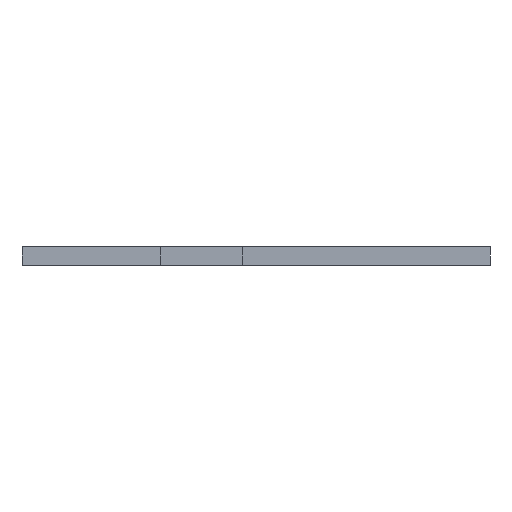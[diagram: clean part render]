
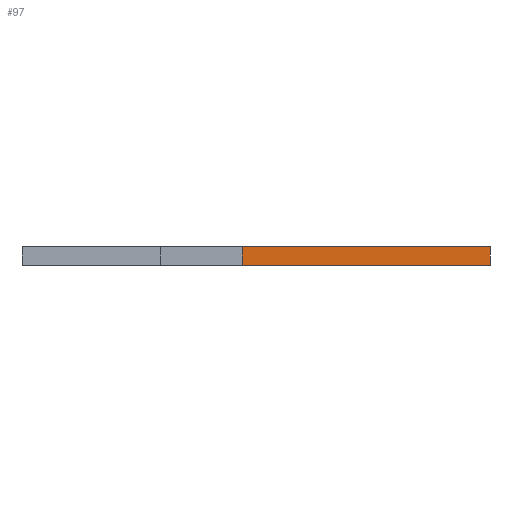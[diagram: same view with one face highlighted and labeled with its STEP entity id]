
A CAD part, front view. The second image highlights one B-rep face of the part: STEP entity #97.
In plain terms, the highlighted planar face has unit normal (0, -1, 0).
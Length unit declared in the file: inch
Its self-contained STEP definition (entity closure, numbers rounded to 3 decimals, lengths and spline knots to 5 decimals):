
#20 = CARTESIAN_POINT ( 'NONE',  ( 1.5, -1.26386, 0.1 ) ) ;
#69 = EDGE_CURVE ( 'NONE', #670, #454, #767, .T. ) ;
#97 = ADVANCED_FACE ( 'NONE', ( #184 ), #197, .F. ) ;
#103 = VERTEX_POINT ( 'NONE', #930 ) ;
#106 = DIRECTION ( 'NONE',  ( 0., 0., 1. ) ) ;
#107 = DIRECTION ( 'NONE',  ( 0., 1., 0. ) ) ;
#127 = CARTESIAN_POINT ( 'NONE',  ( 0.17724, -1.26386, 0.1 ) ) ;
#131 = LINE ( 'NONE', #800, #1031 ) ;
#155 = ORIENTED_EDGE ( 'NONE', *, *, #69, .T. ) ;
#184 = FACE_OUTER_BOUND ( 'NONE', #584, .T. ) ;
#197 = PLANE ( 'NONE',  #243 ) ;
#208 = VERTEX_POINT ( 'NONE', #621 ) ;
#243 = AXIS2_PLACEMENT_3D ( 'NONE', #343, #107, #530 ) ;
#343 = CARTESIAN_POINT ( 'NONE',  ( 0.17724, -1.26386, 0. ) ) ;
#358 = CARTESIAN_POINT ( 'NONE',  ( 1.5, -1.26386, 0. ) ) ;
#443 = CARTESIAN_POINT ( 'NONE',  ( 0.17724, -1.26386, 0. ) ) ;
#453 = EDGE_CURVE ( 'NONE', #103, #208, #773, .T. ) ;
#454 = VERTEX_POINT ( 'NONE', #20 ) ;
#457 = LINE ( 'NONE', #127, #489 ) ;
#462 = CARTESIAN_POINT ( 'NONE',  ( 1.5, -1.26386, 0. ) ) ;
#464 = ORIENTED_EDGE ( 'NONE', *, *, #649, .F. ) ;
#489 = VECTOR ( 'NONE', #1061, 39.37008 ) ;
#530 = DIRECTION ( 'NONE',  ( 0., 0., 1. ) ) ;
#584 = EDGE_LOOP ( 'NONE', ( #1044, #698, #464, #155 ) ) ;
#621 = CARTESIAN_POINT ( 'NONE',  ( 0.17724, -1.26386, 0.1 ) ) ;
#649 = EDGE_CURVE ( 'NONE', #670, #103, #131, .T. ) ;
#670 = VERTEX_POINT ( 'NONE', #462 ) ;
#698 = ORIENTED_EDGE ( 'NONE', *, *, #453, .F. ) ;
#767 = LINE ( 'NONE', #358, #925 ) ;
#773 = LINE ( 'NONE', #443, #1064 ) ;
#800 = CARTESIAN_POINT ( 'NONE',  ( 0.17724, -1.26386, 0. ) ) ;
#838 = EDGE_CURVE ( 'NONE', #454, #208, #457, .T. ) ;
#880 = DIRECTION ( 'NONE',  ( -1., 0., 0. ) ) ;
#925 = VECTOR ( 'NONE', #939, 39.37008 ) ;
#930 = CARTESIAN_POINT ( 'NONE',  ( 0.17724, -1.26386, 0. ) ) ;
#939 = DIRECTION ( 'NONE',  ( 0., 0., 1. ) ) ;
#1031 = VECTOR ( 'NONE', #880, 39.37008 ) ;
#1044 = ORIENTED_EDGE ( 'NONE', *, *, #838, .T. ) ;
#1061 = DIRECTION ( 'NONE',  ( -1., 0., 0. ) ) ;
#1064 = VECTOR ( 'NONE', #106, 39.37008 ) ;
